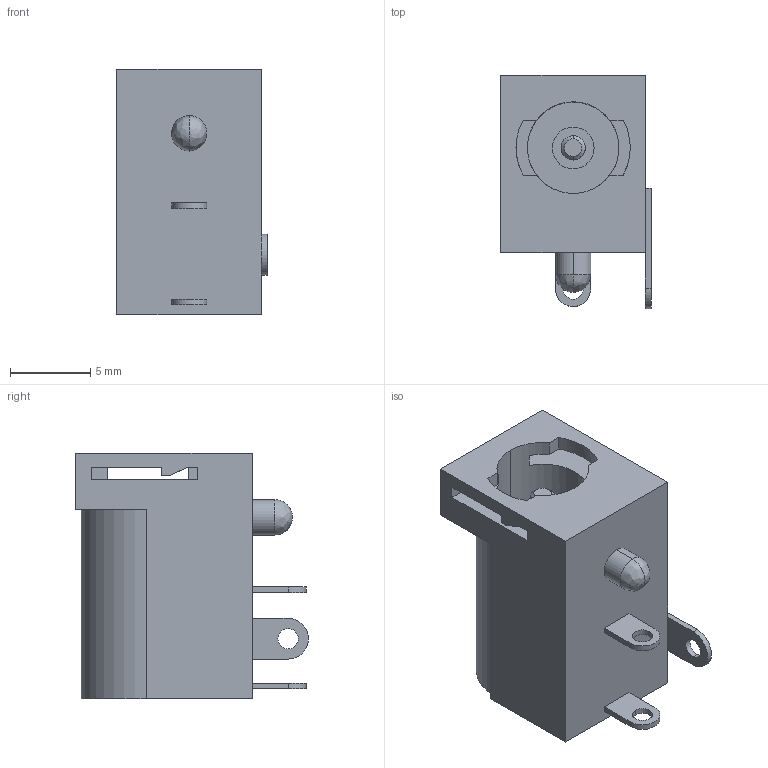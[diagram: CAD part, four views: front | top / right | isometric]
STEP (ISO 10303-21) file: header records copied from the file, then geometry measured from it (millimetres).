
FILE_DESCRIPTION (( 'STEP AP214' ), '1' );
FILE_NAME ('DC_Jack_21mm.STEP', '2013-07-04T12:51:23', ( 'Master' ), ( '' ), 'SwSTEP 2.0', 'SolidWorks 2010', '' );
FILE_SCHEMA (( 'AUTOMOTIVE_DESIGN' ));
Length unit declared in the file: inch
Products named in the file (1): DC_Jack_21mm
Bounding box: 9.36 x 14.5 x 15.3 mm (x, y, z)
Volume: 1040 mm3; surface area: 1164.3 mm2
Topology: 1 solids, 1 shells, 73 faces, 198 edges, 131 vertices
Faces by surface type: plane 49, cylinder 20, cone 2, bspline 2
Entity records: 2787 total; most frequent: CARTESIAN_POINT 451, ORIENTED_EDGE 396, DIRECTION 390, EDGE_CURVE 198, LINE 138, VECTOR 138, VERTEX_POINT 131, AXIS2_PLACEMENT_3D 126
